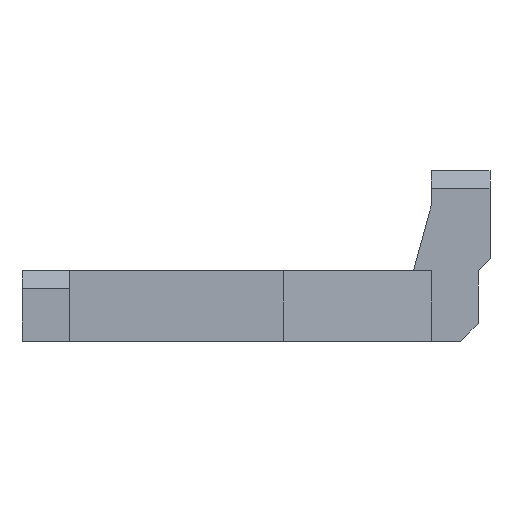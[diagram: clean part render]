
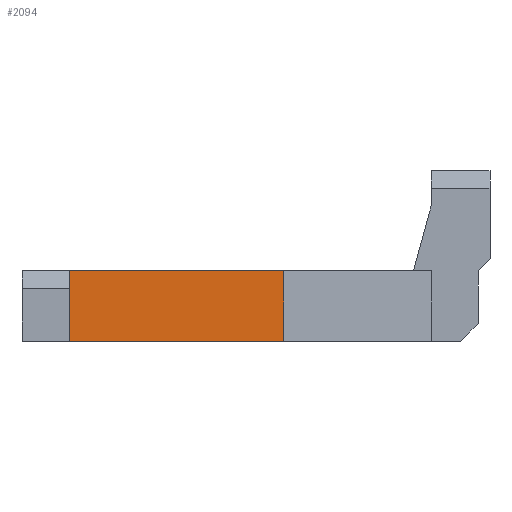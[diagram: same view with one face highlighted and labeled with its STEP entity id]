
A CAD part, front view. The second image highlights one B-rep face of the part: STEP entity #2094.
In plain terms, the highlighted planar face has unit normal (0, -1, 0).
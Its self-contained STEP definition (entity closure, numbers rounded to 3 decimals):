
#125=PLANE('',#2316);
#239=FACE_OUTER_BOUND('',#360,.T.);
#360=EDGE_LOOP('',(#1937,#1938,#1939,#1940));
#418=LINE('',#3086,#611);
#529=LINE('',#3817,#722);
#534=LINE('',#3825,#727);
#553=LINE('',#3872,#746);
#611=VECTOR('',#2456,10.);
#722=VECTOR('',#2855,10.);
#727=VECTOR('',#2862,10.);
#746=VECTOR('',#2925,10.);
#888=VERTEX_POINT('',#3083);
#889=VERTEX_POINT('',#3085);
#1013=VERTEX_POINT('',#3814);
#1014=VERTEX_POINT('',#3816);
#1100=EDGE_CURVE('',#889,#888,#418,.T.);
#1300=EDGE_CURVE('',#1013,#1014,#529,.T.);
#1305=EDGE_CURVE('',#889,#1013,#534,.T.);
#1328=EDGE_CURVE('',#888,#1014,#553,.T.);
#1937=ORIENTED_EDGE('',*,*,#1100,.T.);
#1938=ORIENTED_EDGE('',*,*,#1328,.T.);
#1939=ORIENTED_EDGE('',*,*,#1300,.F.);
#1940=ORIENTED_EDGE('',*,*,#1305,.F.);
#2094=ADVANCED_FACE('',(#239),#125,.T.);
#2316=AXIS2_PLACEMENT_3D('',#3873,#2926,#2927);
#2456=DIRECTION('',(1.,0.,0.));
#2855=DIRECTION('',(1.,0.,0.));
#2862=DIRECTION('',(0.,0.,1.));
#2925=DIRECTION('',(0.,0.,1.));
#2926=DIRECTION('center_axis',(0.,-1.,0.));
#2927=DIRECTION('ref_axis',(1.,0.,0.));
#3083=CARTESIAN_POINT('',(-33.,-58.75,0.));
#3085=CARTESIAN_POINT('',(-69.5,-58.75,0.));
#3086=CARTESIAN_POINT('',(-69.5,-58.75,0.));
#3814=CARTESIAN_POINT('',(-69.5,-58.75,12.));
#3816=CARTESIAN_POINT('',(-33.,-58.75,12.));
#3817=CARTESIAN_POINT('',(-69.5,-58.75,12.));
#3825=CARTESIAN_POINT('',(-69.5,-58.75,0.));
#3872=CARTESIAN_POINT('',(-33.,-58.75,0.));
#3873=CARTESIAN_POINT('Origin',(-69.5,-58.75,0.));
